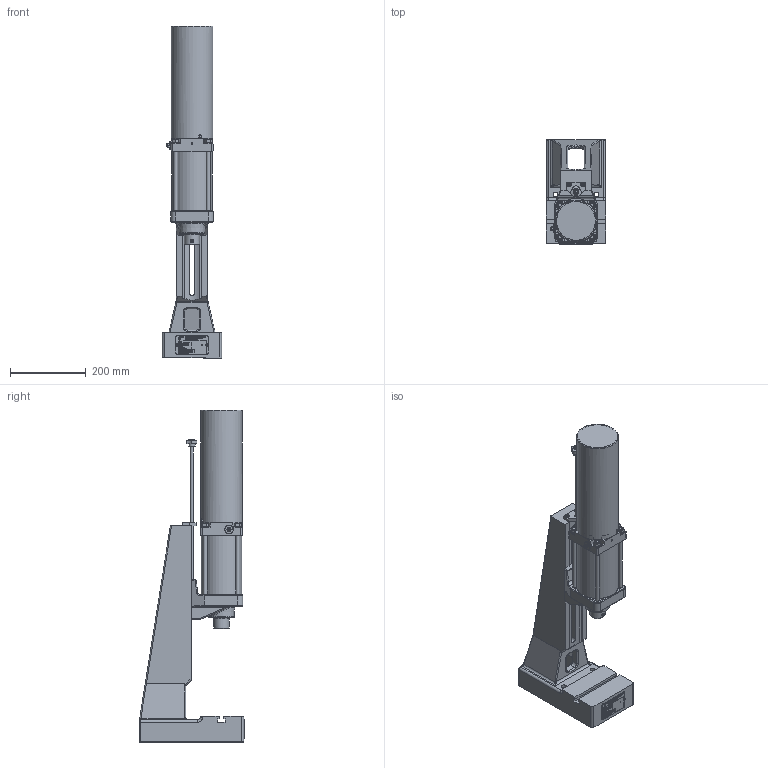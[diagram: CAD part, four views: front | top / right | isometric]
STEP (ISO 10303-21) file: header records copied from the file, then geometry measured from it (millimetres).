
FILE_DESCRIPTION(/* description */ ('BS Ständer L-DA Ausladung 80'),/* implementation_level */ '2;1');
FILE_NAME(/* name */ 'DRP_L_0450_120_080.stp',/* time_stamp */ '2017-07-27T09:13:55+02:00',/* author */ ('Finsterle'),/* organization */ (''),/* preprocessor_version */ 'ST-DEVELOPER v16.1',/* originating_system */ 'Autodesk Inventor 2016',/* authorisation */ '');
FILE_SCHEMA (('AUTOMOTIVE_DESIGN { 1 0 10303 214 3 1 1 }'));
Products named in the file (5): ENG-000855_V; ENG-000866-2_V; HBF-000760; ENG-000755; HBF-000994_V
Assembly tree (5 placements, depth 2):
  HBF-000994_V
    ENG-000855_V
    ENG-000866-2_V
    HBF-000760
    ENG-000755  x2
Bounding box: 156 x 276.8 x 875.57 mm (x, y, z)
Volume: 5153494.3 mm3; surface area: 1043707.8 mm2
Topology: 6 solids, 6 shells, 7456 faces, 20433 edges, 13413 vertices
Faces by surface type: plane 4585, bspline 2241, cylinder 371, cone 120, torus 78, sphere 61
Full cylindrical faces by diameter (mm): 1 x1, 2 x1, 2.459 x2, 3 x9, 3.242 x2, 3.5 x2, 4 x3, 4.917 x2, 5 x4, 6.5 x2, 6.647 x1, 8 x9, 8.4 x1, 9.5 x1, 10 x6, 10.106 x1, 10.5 x8, 11 x2, 11.8 x2, 12 x6, 12.5 x3, 13 x4, 14.376 x1, 14.95 x3, 16 x1, 17.5 x2, 18 x3, 19.4 x1, 19.5 x1, 20 x7
Entity records: 255966 total; most frequent: CARTESIAN_POINT 76271, ORIENTED_EDGE 40018, DIRECTION 26841, EDGE_CURVE 20004, LINE 14347, VECTOR 14347, VERTEX_POINT 13313, EDGE_LOOP 8241
